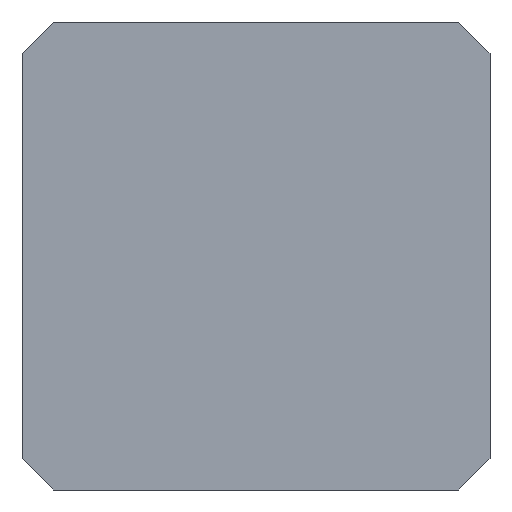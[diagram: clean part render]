
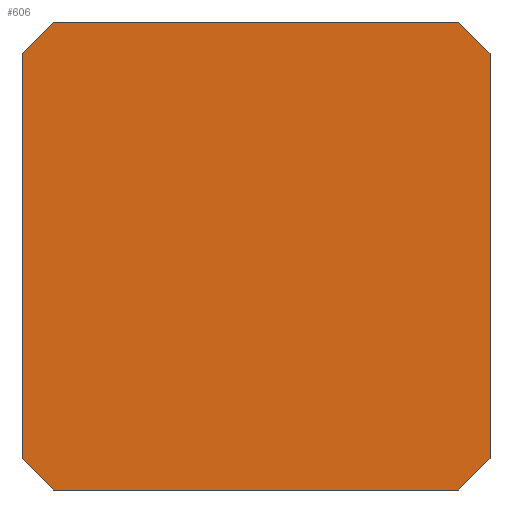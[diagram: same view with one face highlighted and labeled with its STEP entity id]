
A CAD part, front view. The second image highlights one B-rep face of the part: STEP entity #606.
In plain terms, the highlighted planar face has unit normal (0, -1, 0).
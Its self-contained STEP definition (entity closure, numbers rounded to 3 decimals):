
#7 = ORIENTED_EDGE ( 'NONE', *, *, #822, .F. ) ;
#19 = VECTOR ( 'NONE', #441, 1000. ) ;
#27 = EDGE_CURVE ( 'NONE', #554, #262, #410, .T. ) ;
#34 = CARTESIAN_POINT ( 'NONE',  ( 13., 0., 0. ) ) ;
#51 = LINE ( 'NONE', #266, #590 ) ;
#84 = ORIENTED_EDGE ( 'NONE', *, *, #754, .T. ) ;
#91 = CARTESIAN_POINT ( 'NONE',  ( 15., 0., -28. ) ) ;
#96 = VERTEX_POINT ( 'NONE', #829 ) ;
#110 = EDGE_LOOP ( 'NONE', ( #811, #483, #7, #802, #159, #148, #536, #84 ) ) ;
#143 = CARTESIAN_POINT ( 'NONE',  ( 13., 0., -30. ) ) ;
#148 = ORIENTED_EDGE ( 'NONE', *, *, #556, .T. ) ;
#152 = CARTESIAN_POINT ( 'NONE',  ( -15., 0., -2. ) ) ;
#156 = CARTESIAN_POINT ( 'NONE',  ( 15., 0., 0. ) ) ;
#159 = ORIENTED_EDGE ( 'NONE', *, *, #858, .F. ) ;
#182 = EDGE_CURVE ( 'NONE', #553, #406, #646, .T. ) ;
#203 = LINE ( 'NONE', #361, #538 ) ;
#227 = PLANE ( 'NONE',  #467 ) ;
#241 = DIRECTION ( 'NONE',  ( -0.707, 0., -0.707 ) ) ;
#262 = VERTEX_POINT ( 'NONE', #778 ) ;
#266 = CARTESIAN_POINT ( 'NONE',  ( -13., 0., -30. ) ) ;
#267 = VECTOR ( 'NONE', #512, 1000. ) ;
#288 = VECTOR ( 'NONE', #241, 1000. ) ;
#290 = VECTOR ( 'NONE', #585, 1000. ) ;
#312 = EDGE_CURVE ( 'NONE', #732, #794, #413, .T. ) ;
#329 = FACE_OUTER_BOUND ( 'NONE', #110, .T. ) ;
#341 = EDGE_CURVE ( 'NONE', #406, #767, #51, .T. ) ;
#361 = CARTESIAN_POINT ( 'NONE',  ( 15., 0., -2. ) ) ;
#392 = CARTESIAN_POINT ( 'NONE',  ( -13., 0., 0. ) ) ;
#406 = VERTEX_POINT ( 'NONE', #407 ) ;
#407 = CARTESIAN_POINT ( 'NONE',  ( -15., 0., -28. ) ) ;
#410 = LINE ( 'NONE', #91, #19 ) ;
#413 = LINE ( 'NONE', #721, #290 ) ;
#441 = DIRECTION ( 'NONE',  ( 0.707, 0., 0.707 ) ) ;
#444 = DIRECTION ( 'NONE',  ( 0., 1., 0. ) ) ;
#457 = CARTESIAN_POINT ( 'NONE',  ( -15., 0., 0. ) ) ;
#466 = CARTESIAN_POINT ( 'NONE',  ( 15., 0., 0. ) ) ;
#467 = AXIS2_PLACEMENT_3D ( 'NONE', #156, #444, #562 ) ;
#483 = ORIENTED_EDGE ( 'NONE', *, *, #341, .T. ) ;
#512 = DIRECTION ( 'NONE',  ( -1., 0., 0. ) ) ;
#536 = ORIENTED_EDGE ( 'NONE', *, *, #312, .T. ) ;
#538 = VECTOR ( 'NONE', #679, 1000. ) ;
#553 = VERTEX_POINT ( 'NONE', #152 ) ;
#554 = VERTEX_POINT ( 'NONE', #143 ) ;
#556 = EDGE_CURVE ( 'NONE', #96, #732, #203, .T. ) ;
#562 = DIRECTION ( 'NONE',  ( 0., 0., 1. ) ) ;
#585 = DIRECTION ( 'NONE',  ( -1., 0., 0. ) ) ;
#589 = DIRECTION ( 'NONE',  ( 0., 0., -1. ) ) ;
#590 = VECTOR ( 'NONE', #798, 1000. ) ;
#606 = ADVANCED_FACE ( 'NONE', ( #329 ), #227, .F. ) ;
#631 = LINE ( 'NONE', #786, #267 ) ;
#646 = LINE ( 'NONE', #457, #810 ) ;
#679 = DIRECTION ( 'NONE',  ( -0.707, 0., 0.707 ) ) ;
#705 = CARTESIAN_POINT ( 'NONE',  ( -13., 0., -30. ) ) ;
#707 = CARTESIAN_POINT ( 'NONE',  ( -13., 0., 0. ) ) ;
#710 = DIRECTION ( 'NONE',  ( 0., 0., -1. ) ) ;
#721 = CARTESIAN_POINT ( 'NONE',  ( 15., 0., 0. ) ) ;
#731 = LINE ( 'NONE', #707, #288 ) ;
#732 = VERTEX_POINT ( 'NONE', #34 ) ;
#754 = EDGE_CURVE ( 'NONE', #794, #553, #731, .T. ) ;
#755 = VECTOR ( 'NONE', #589, 1000. ) ;
#767 = VERTEX_POINT ( 'NONE', #705 ) ;
#778 = CARTESIAN_POINT ( 'NONE',  ( 15., 0., -28. ) ) ;
#786 = CARTESIAN_POINT ( 'NONE',  ( 15., 0., -30. ) ) ;
#794 = VERTEX_POINT ( 'NONE', #392 ) ;
#798 = DIRECTION ( 'NONE',  ( 0.707, 0., -0.707 ) ) ;
#802 = ORIENTED_EDGE ( 'NONE', *, *, #27, .T. ) ;
#810 = VECTOR ( 'NONE', #710, 1000. ) ;
#811 = ORIENTED_EDGE ( 'NONE', *, *, #182, .T. ) ;
#822 = EDGE_CURVE ( 'NONE', #554, #767, #631, .T. ) ;
#829 = CARTESIAN_POINT ( 'NONE',  ( 15., 0., -2. ) ) ;
#858 = EDGE_CURVE ( 'NONE', #96, #262, #860, .T. ) ;
#860 = LINE ( 'NONE', #466, #755 ) ;
